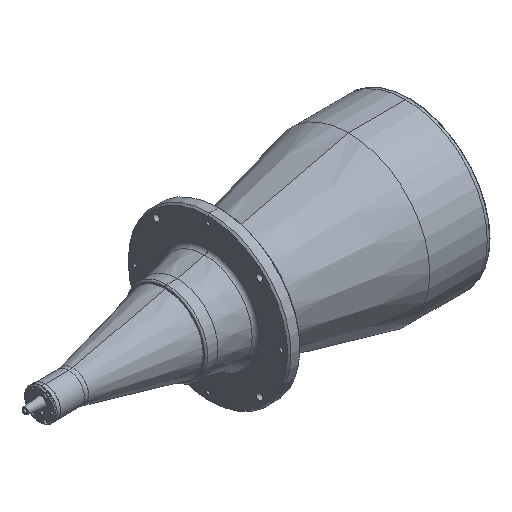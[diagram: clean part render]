
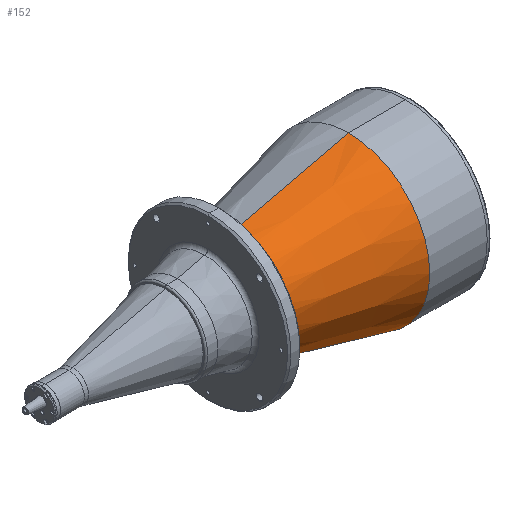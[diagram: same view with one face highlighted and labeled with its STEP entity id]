
A CAD part, isometric view. The second image highlights one B-rep face of the part: STEP entity #152.
In plain terms, the highlighted conical face has half-angle 13.358 degrees and reference radius 50 mm.
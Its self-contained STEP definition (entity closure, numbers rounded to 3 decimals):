
#152 = ADVANCED_FACE ( 'NONE', ( #2547 ), #2670, .T. ) ;
#550 = EDGE_CURVE ( 'NONE', #1697, #1696, #3174, .T. ) ;
#793 = ORIENTED_EDGE ( 'NONE', *, *, #1526, .F. ) ;
#794 = ORIENTED_EDGE ( 'NONE', *, *, #1523, .F. ) ;
#795 = ORIENTED_EDGE ( 'NONE', *, *, #1525, .T. ) ;
#796 = ORIENTED_EDGE ( 'NONE', *, *, #550, .T. ) ;
#1194 = EDGE_LOOP ( 'NONE', ( #793, #794, #795, #796 ) ) ;
#1523 = EDGE_CURVE ( 'NONE', #1698, #1695, #5372, .T. ) ;
#1525 = EDGE_CURVE ( 'NONE', #1698, #1697, #5378, .T. ) ;
#1526 = EDGE_CURVE ( 'NONE', #1695, #1696, #5379, .T. ) ;
#1695 = VERTEX_POINT ( 'NONE', #5566 ) ;
#1696 = VERTEX_POINT ( 'NONE', #5567 ) ;
#1697 = VERTEX_POINT ( 'NONE', #5568 ) ;
#1698 = VERTEX_POINT ( 'NONE', #5569 ) ;
#2406 = CARTESIAN_POINT ( 'NONE',  ( -128.035, -1.528, 43.862 ) ) ;
#2407 = DIRECTION ( 'NONE',  ( 1., 0., 0. ) ) ;
#2415 = DIRECTION ( 'NONE',  ( 0., 0., -1. ) ) ;
#2547 = FACE_OUTER_BOUND ( 'NONE', #1194, .T. ) ;
#2573 = AXIS2_PLACEMENT_3D ( 'NONE', #2406, #2407, #2415 ) ;
#2670 = CONICAL_SURFACE ( 'NONE', #2573, 50., 0.233 ) ;
#3174 = CIRCLE ( 'NONE', #3341, 100. ) ;
#3341 = AXIS2_PLACEMENT_3D ( 'NONE', #3778, #3779, #3780 ) ;
#3778 = CARTESIAN_POINT ( 'NONE',  ( 82.522, -1.528, 43.862 ) ) ;
#3779 = DIRECTION ( 'NONE',  ( -1., 0., 0. ) ) ;
#3780 = DIRECTION ( 'NONE',  ( 0., 0., 1. ) ) ;
#5241 = AXIS2_PLACEMENT_3D ( 'NONE', #5495, #5496, #5497 ) ;
#5372 = CIRCLE ( 'NONE', #5241, 63.995 ) ;
#5378 = LINE ( 'NONE', #5487, #5380 ) ;
#5379 = LINE ( 'NONE', #5503, #5382 ) ;
#5380 = VECTOR ( 'NONE', #5494, 1000. ) ;
#5382 = VECTOR ( 'NONE', #5504, 1000. ) ;
#5487 = CARTESIAN_POINT ( 'NONE',  ( -128.035, -1.528, -6.138 ) ) ;
#5494 = DIRECTION ( 'NONE',  ( 0.973, 0., -0.231 ) ) ;
#5495 = CARTESIAN_POINT ( 'NONE',  ( -69.102, -1.528, 43.862 ) ) ;
#5496 = DIRECTION ( 'NONE',  ( -1., 0., 0. ) ) ;
#5497 = DIRECTION ( 'NONE',  ( 0., 0., 1. ) ) ;
#5503 = CARTESIAN_POINT ( 'NONE',  ( -128.035, -1.528, 93.862 ) ) ;
#5504 = DIRECTION ( 'NONE',  ( 0.973, 0., 0.231 ) ) ;
#5566 = CARTESIAN_POINT ( 'NONE',  ( -69.102, -1.528, 107.856 ) ) ;
#5567 = CARTESIAN_POINT ( 'NONE',  ( 82.522, -1.528, 143.862 ) ) ;
#5568 = CARTESIAN_POINT ( 'NONE',  ( 82.522, -1.528, -56.138 ) ) ;
#5569 = CARTESIAN_POINT ( 'NONE',  ( -69.102, -1.528, -20.133 ) ) ;
